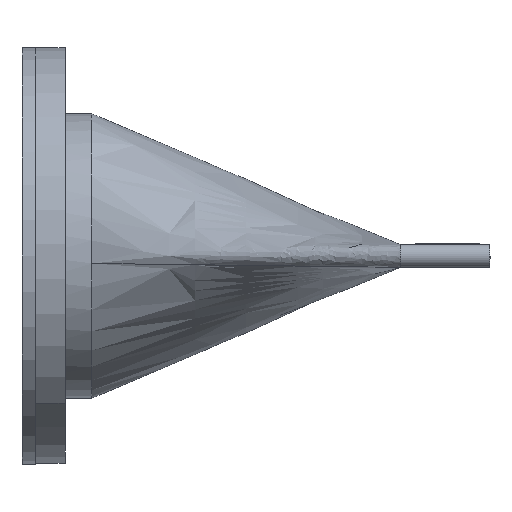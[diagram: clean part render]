
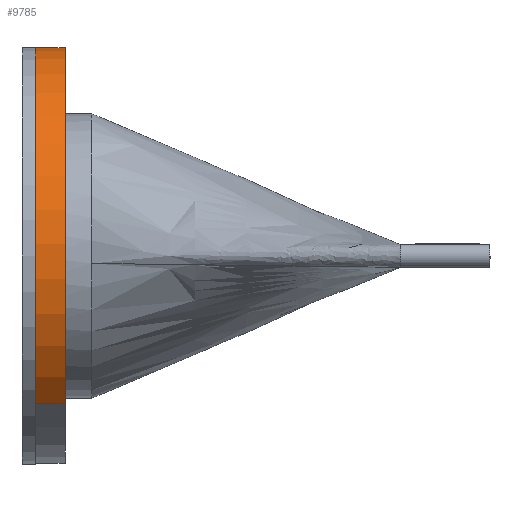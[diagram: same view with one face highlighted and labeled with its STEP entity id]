
A CAD part, front view. The second image highlights one B-rep face of the part: STEP entity #9785.
In plain terms, the highlighted cylindrical face has radius 202.5 mm (diameter 405 mm), a partial arc.
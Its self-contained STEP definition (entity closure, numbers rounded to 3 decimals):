
#940 = VECTOR ( 'NONE', #2891, 1000. ) ;
#1317 = AXIS2_PLACEMENT_3D ( 'NONE', #13840, #3382, #30719 ) ;
#1378 = DIRECTION ( 'NONE',  ( 1., 0., 0. ) ) ;
#2891 = DIRECTION ( 'NONE',  ( 0., 0., -1. ) ) ;
#3246 = CARTESIAN_POINT ( 'NONE',  ( -202.5, 0., 29. ) ) ;
#3374 = CARTESIAN_POINT ( 'NONE',  ( -202.5, 0., 29. ) ) ;
#3382 = DIRECTION ( 'NONE',  ( 0., 0., 1. ) ) ;
#3592 = CIRCLE ( 'NONE', #1317, 202.5 ) ;
#4219 = CARTESIAN_POINT ( 'NONE',  ( 0., 0., 29. ) ) ;
#6182 = CYLINDRICAL_SURFACE ( 'NONE', #8891, 202.5 ) ;
#6511 = DIRECTION ( 'NONE',  ( 0., 0., -1. ) ) ;
#8558 = ORIENTED_EDGE ( 'NONE', *, *, #18854, .F. ) ;
#8657 = EDGE_LOOP ( 'NONE', ( #8558, #32831, #23820, #25440 ) ) ;
#8891 = AXIS2_PLACEMENT_3D ( 'NONE', #30852, #6511, #22759 ) ;
#9210 = EDGE_CURVE ( 'NONE', #32665, #25106, #34939, .T. ) ;
#9785 = ADVANCED_FACE ( 'NONE', ( #13985 ), #6182, .T. ) ;
#12889 = CIRCLE ( 'NONE', #32353, 202.5 ) ;
#13840 = CARTESIAN_POINT ( 'NONE',  ( 0., 0., 0. ) ) ;
#13985 = FACE_OUTER_BOUND ( 'NONE', #8657, .T. ) ;
#15756 = VECTOR ( 'NONE', #23564, 1000. ) ;
#18854 = EDGE_CURVE ( 'NONE', #32665, #32158, #12889, .T. ) ;
#21408 = CARTESIAN_POINT ( 'NONE',  ( -202.5, 0., 0. ) ) ;
#22759 = DIRECTION ( 'NONE',  ( -1., 0., 0. ) ) ;
#23046 = CARTESIAN_POINT ( 'NONE',  ( 143.189, -143.189, 29. ) ) ;
#23564 = DIRECTION ( 'NONE',  ( 0., 0., -1. ) ) ;
#23820 = ORIENTED_EDGE ( 'NONE', *, *, #33726, .T. ) ;
#23922 = CARTESIAN_POINT ( 'NONE',  ( 143.189, -143.189, 29. ) ) ;
#25106 = VERTEX_POINT ( 'NONE', #21408 ) ;
#25440 = ORIENTED_EDGE ( 'NONE', *, *, #29461, .F. ) ;
#25973 = CARTESIAN_POINT ( 'NONE',  ( 143.189, -143.189, 0. ) ) ;
#29461 = EDGE_CURVE ( 'NONE', #32158, #33255, #29473, .T. ) ;
#29473 = LINE ( 'NONE', #23922, #15756 ) ;
#30719 = DIRECTION ( 'NONE',  ( 1., 0., 0. ) ) ;
#30852 = CARTESIAN_POINT ( 'NONE',  ( 0., 0., 29. ) ) ;
#31381 = DIRECTION ( 'NONE',  ( 0., 0., 1. ) ) ;
#32158 = VERTEX_POINT ( 'NONE', #23046 ) ;
#32353 = AXIS2_PLACEMENT_3D ( 'NONE', #4219, #31381, #1378 ) ;
#32665 = VERTEX_POINT ( 'NONE', #3374 ) ;
#32831 = ORIENTED_EDGE ( 'NONE', *, *, #9210, .T. ) ;
#33255 = VERTEX_POINT ( 'NONE', #25973 ) ;
#33726 = EDGE_CURVE ( 'NONE', #25106, #33255, #3592, .T. ) ;
#34939 = LINE ( 'NONE', #3246, #940 ) ;
